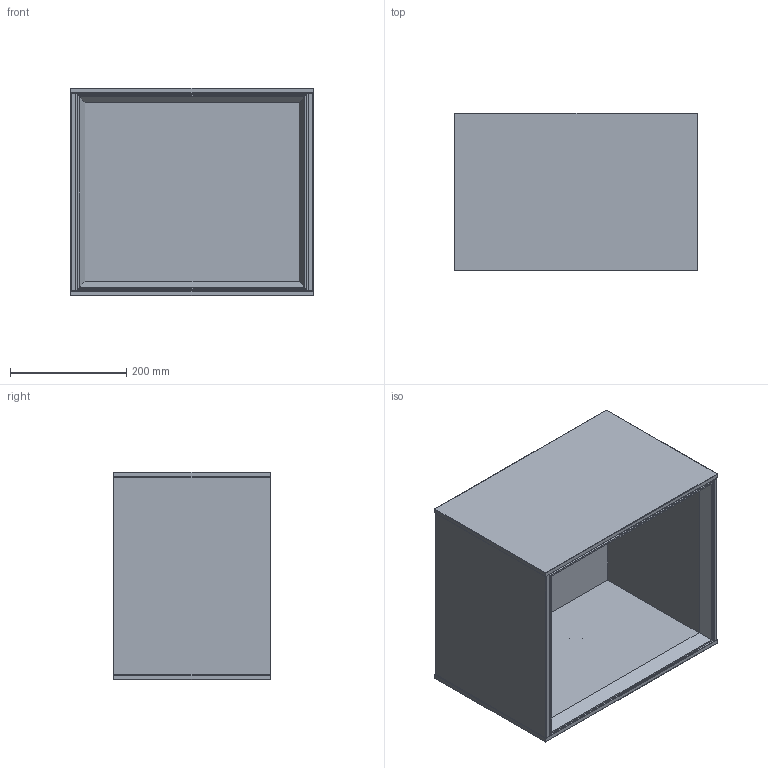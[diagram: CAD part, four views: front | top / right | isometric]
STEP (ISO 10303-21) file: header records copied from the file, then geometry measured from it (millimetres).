
FILE_DESCRIPTION((' '),'2;1');
FILE_NAME('Finion_F580YYXX_3D.stp','2016-09-19T16:17:50',(' '),(' '),' ','ACIS',' ');
FILE_SCHEMA(('CONFIG_CONTROL_DESIGN'));
Length unit declared in the file: millimetre
Products named in the file (23): Finion_F580YYXX_3D.stp; Körper1; Körper2; Körper3; Körper4; Körper5; Körper6; Körper7; Körper8; Körper9; Körper10; Körper11; Körper12; Körper13; Körper14; Körper15; Körper16; Körper17; Körper18; Körper19; Körper20; Körper21; Körper22
Assembly tree (22 placements, depth 2):
  Finion_F580YYXX_3D.stp
    Körper1
    Körper2
    Körper3
    Körper4
    Körper5
    Körper6
    Körper7
    Körper8
    Körper9
    Körper10
    Körper11
    Körper12
    Körper13
    Körper14
    Körper15
    Körper16
    Körper17
    Körper18
    Körper19
    Körper20
    Körper21
    Körper22
Bounding box: 418 x 270 x 356 mm (x, y, z)
Volume: 9863987.7 mm3; surface area: 2190899.8 mm2
Topology: 22 solids, 22 shells, 527 faces, 1341 edges, 856 vertices
Faces by surface type: plane 292, bspline 118, cylinder 88, cone 16, torus 7, sphere 6
Full cylindrical faces by diameter (mm): 10 x3
Entity records: 19651 total; most frequent: CARTESIAN_POINT 3918, ORIENTED_EDGE 2656, DIRECTION 2496, EDGE_CURVE 1328, VECTOR 1020, LINE 1020, VERTEX_POINT 851, AXIS2_PLACEMENT_3D 738
